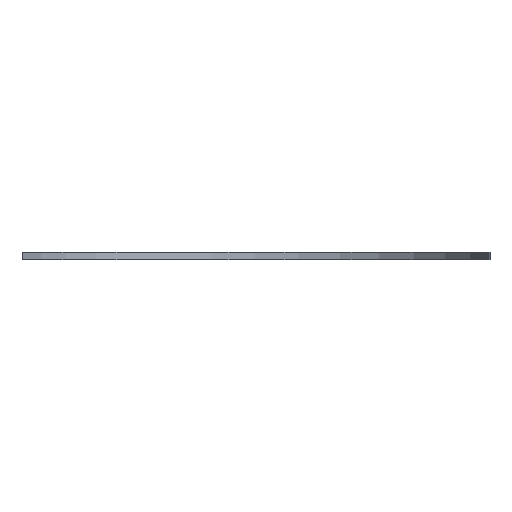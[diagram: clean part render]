
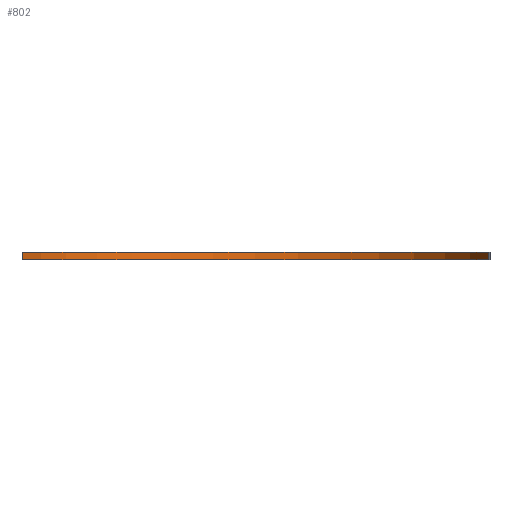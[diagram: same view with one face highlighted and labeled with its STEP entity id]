
A CAD part, left-side view. The second image highlights one B-rep face of the part: STEP entity #802.
In plain terms, the highlighted cylindrical face has radius 97.5 mm (diameter 195 mm), a partial arc.
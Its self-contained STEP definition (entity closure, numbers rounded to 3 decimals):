
#100=FACE_OUTER_BOUND('',#158,.T.);
#158=EDGE_LOOP('',(#691,#692,#693,#694));
#233=LINE('',#1353,#289);
#234=LINE('',#1356,#290);
#289=VECTOR('',#1131,10.);
#290=VECTOR('',#1134,10.);
#301=CIRCLE('',#837,97.5);
#345=CIRCLE('',#905,97.5);
#371=VERTEX_POINT('',#1214);
#372=VERTEX_POINT('',#1215);
#415=VERTEX_POINT('',#1352);
#416=VERTEX_POINT('',#1354);
#449=EDGE_CURVE('',#371,#372,#301,.T.);
#519=EDGE_CURVE('',#415,#371,#233,.T.);
#520=EDGE_CURVE('',#416,#415,#345,.T.);
#521=EDGE_CURVE('',#372,#416,#234,.T.);
#691=ORIENTED_EDGE('',*,*,#449,.F.);
#692=ORIENTED_EDGE('',*,*,#519,.F.);
#693=ORIENTED_EDGE('',*,*,#520,.F.);
#694=ORIENTED_EDGE('',*,*,#521,.F.);
#767=CYLINDRICAL_SURFACE('',#904,97.5);
#802=ADVANCED_FACE('',(#100),#767,.F.);
#837=AXIS2_PLACEMENT_3D('',#1216,#969,#970);
#904=AXIS2_PLACEMENT_3D('',#1351,#1129,#1130);
#905=AXIS2_PLACEMENT_3D('',#1355,#1132,#1133);
#969=DIRECTION('center_axis',(0.,0.,-1.));
#970=DIRECTION('ref_axis',(1.,0.,0.));
#1129=DIRECTION('center_axis',(0.,0.,1.));
#1130=DIRECTION('ref_axis',(1.,0.,0.));
#1131=DIRECTION('',(0.,0.,1.));
#1132=DIRECTION('center_axis',(0.,0.,1.));
#1133=DIRECTION('ref_axis',(1.,0.,0.));
#1134=DIRECTION('',(0.,0.,-1.));
#1214=CARTESIAN_POINT('',(35.154,90.942,3.));
#1215=CARTESIAN_POINT('',(34.853,-91.058,3.));
#1216=CARTESIAN_POINT('Origin',(0.,0.,
3.));
#1351=CARTESIAN_POINT('Origin',(0.,0.,
0.));
#1352=CARTESIAN_POINT('',(35.154,90.942,0.));
#1353=CARTESIAN_POINT('',(35.154,90.942,0.));
#1354=CARTESIAN_POINT('',(34.853,-91.058,0.));
#1355=CARTESIAN_POINT('Origin',(0.,0.,
0.));
#1356=CARTESIAN_POINT('',(34.853,-91.058,0.));
